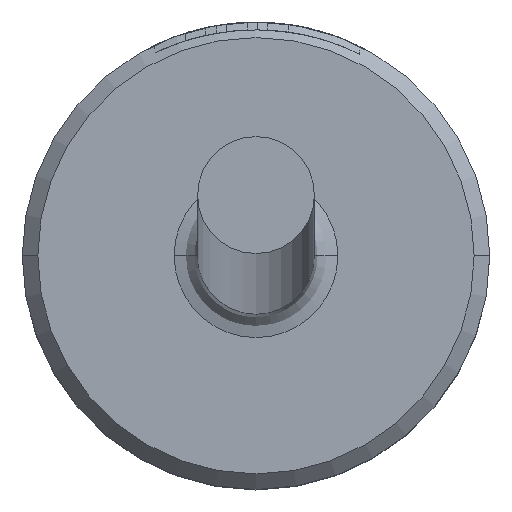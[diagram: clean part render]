
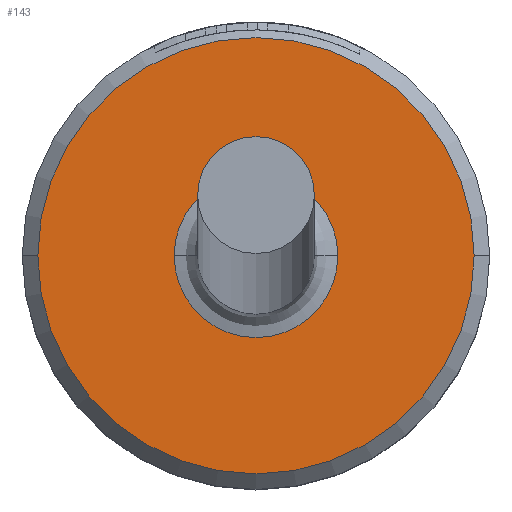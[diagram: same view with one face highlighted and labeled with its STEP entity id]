
A CAD part, top view. The second image highlights one B-rep face of the part: STEP entity #143.
In plain terms, the highlighted planar face has unit normal (0, 0, 1).
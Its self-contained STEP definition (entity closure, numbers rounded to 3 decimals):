
#8 = ORIENTED_EDGE ( 'NONE', *, *, #217, .T. ) ;
#86 = CARTESIAN_POINT ( 'NONE',  ( 0., 0., 4. ) ) ;
#114 = EDGE_CURVE ( 'NONE', #793, #844, #210, .T. ) ;
#131 = DIRECTION ( 'NONE',  ( 0., 0., -1. ) ) ;
#143 = ADVANCED_FACE ( 'NONE', ( #158, #169 ), #1163, .T. ) ;
#156 = CIRCLE ( 'NONE', #913, 2.8 ) ;
#158 = FACE_OUTER_BOUND ( 'NONE', #445, .T. ) ;
#169 = FACE_BOUND ( 'NONE', #1080, .T. ) ;
#171 = CARTESIAN_POINT ( 'NONE',  ( 2.8, 0., 4. ) ) ;
#179 = DIRECTION ( 'NONE',  ( 1., 0., 0. ) ) ;
#189 = DIRECTION ( 'NONE',  ( 0., 0., 1. ) ) ;
#210 = CIRCLE ( 'NONE', #568, 2.8 ) ;
#216 = CIRCLE ( 'NONE', #1015, 1.05 ) ;
#217 = EDGE_CURVE ( 'NONE', #844, #793, #156, .T. ) ;
#272 = DIRECTION ( 'NONE',  ( 0., 0., -1. ) ) ;
#286 = DIRECTION ( 'NONE',  ( 1., 0., 0. ) ) ;
#350 = CARTESIAN_POINT ( 'NONE',  ( -1.05, 0., 4. ) ) ;
#363 = ORIENTED_EDGE ( 'NONE', *, *, #524, .T. ) ;
#369 = CARTESIAN_POINT ( 'NONE',  ( 0., 0., 4. ) ) ;
#370 = CARTESIAN_POINT ( 'NONE',  ( -2.8, 0., 4. ) ) ;
#376 = DIRECTION ( 'NONE',  ( 0., 0., 1. ) ) ;
#378 = DIRECTION ( 'NONE',  ( 0., 0., 1. ) ) ;
#382 = DIRECTION ( 'NONE',  ( 1., 0., 0. ) ) ;
#383 = CIRCLE ( 'NONE', #481, 1.05 ) ;
#430 = CARTESIAN_POINT ( 'NONE',  ( 1.05, 0., 4. ) ) ;
#445 = EDGE_LOOP ( 'NONE', ( #8, #703 ) ) ;
#481 = AXIS2_PLACEMENT_3D ( 'NONE', #803, #272, #884 ) ;
#524 = EDGE_CURVE ( 'NONE', #1047, #978, #216, .T. ) ;
#550 = CARTESIAN_POINT ( 'NONE',  ( 0., 0., 4. ) ) ;
#568 = AXIS2_PLACEMENT_3D ( 'NONE', #86, #189, #179 ) ;
#671 = CARTESIAN_POINT ( 'NONE',  ( 0., 0., 4. ) ) ;
#703 = ORIENTED_EDGE ( 'NONE', *, *, #114, .T. ) ;
#743 = AXIS2_PLACEMENT_3D ( 'NONE', #369, #376, #382 ) ;
#761 = DIRECTION ( 'NONE',  ( -1., 0., 0. ) ) ;
#793 = VERTEX_POINT ( 'NONE', #171 ) ;
#803 = CARTESIAN_POINT ( 'NONE',  ( 0., 0., 4. ) ) ;
#834 = ORIENTED_EDGE ( 'NONE', *, *, #1138, .T. ) ;
#844 = VERTEX_POINT ( 'NONE', #370 ) ;
#884 = DIRECTION ( 'NONE',  ( -1., 0., 0. ) ) ;
#913 = AXIS2_PLACEMENT_3D ( 'NONE', #550, #378, #286 ) ;
#978 = VERTEX_POINT ( 'NONE', #430 ) ;
#1015 = AXIS2_PLACEMENT_3D ( 'NONE', #671, #131, #761 ) ;
#1047 = VERTEX_POINT ( 'NONE', #350 ) ;
#1080 = EDGE_LOOP ( 'NONE', ( #363, #834 ) ) ;
#1138 = EDGE_CURVE ( 'NONE', #978, #1047, #383, .T. ) ;
#1163 = PLANE ( 'NONE',  #743 ) ;
